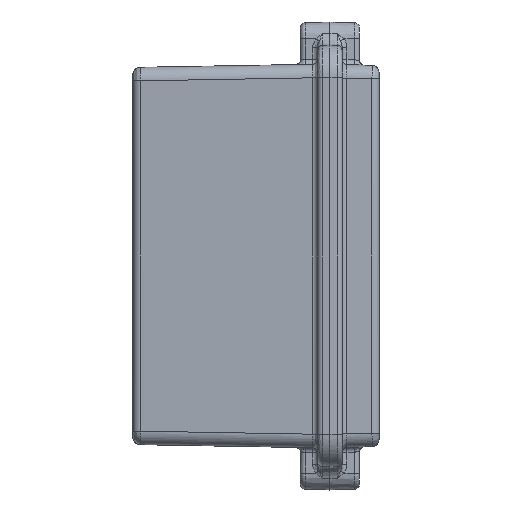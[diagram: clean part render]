
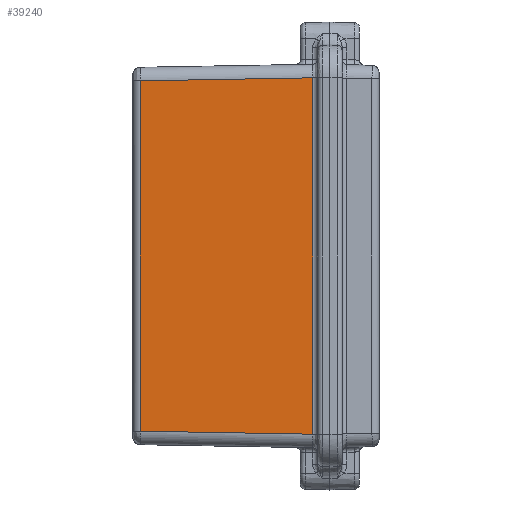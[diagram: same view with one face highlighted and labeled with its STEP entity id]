
A CAD part, left-side view. The second image highlights one B-rep face of the part: STEP entity #39240.
In plain terms, the highlighted planar face has unit normal (-1, 0.018, 0).
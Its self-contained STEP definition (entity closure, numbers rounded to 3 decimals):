
#20472 = CARTESIAN_POINT ( 'NONE',  ( -128.378, 21.965, 72.379 ) ) ;
#20492 = CARTESIAN_POINT ( 'NONE',  ( -128.378, 21.965, -72.379 ) ) ;
#20802 = DIRECTION ( 'NONE',  ( 0., 0., 1. ) ) ;
#20813 = VECTOR ( 'NONE', #20802, 1000. ) ;
#20814 = CARTESIAN_POINT ( 'NONE',  ( -128.378, 21.965, -82.784 ) ) ;
#20815 = LINE ( 'NONE', #20814, #20813 ) ;
#22156 = CARTESIAN_POINT ( 'NONE',  ( -127.155, 92.052, -71.156 ) ) ;
#22157 = DIRECTION ( 'NONE',  ( -0.017, -1., -0.017 ) ) ;
#22158 = VECTOR ( 'NONE', #22157, 1000. ) ;
#22159 = CARTESIAN_POINT ( 'NONE',  ( -127.155, 92.052, -71.156 ) ) ;
#22160 = LINE ( 'NONE', #22159, #22158 ) ;
#22190 = CARTESIAN_POINT ( 'NONE',  ( -128.5, 15., -82.784 ) ) ;
#22191 = PLANE ( 'NONE',  #22232 ) ;
#22209 = FACE_OUTER_BOUND ( 'NONE', #39242, .T. ) ;
#22230 = DIRECTION ( 'NONE',  ( -0.017, -1., 0. ) ) ;
#22231 = DIRECTION ( 'NONE',  ( -1., 0.017, 0. ) ) ;
#22232 = AXIS2_PLACEMENT_3D ( 'NONE', #22190, #22231, #22230 ) ;
#22269 = DIRECTION ( 'NONE',  ( -0.017, -1., 0.017 ) ) ;
#22270 = VECTOR ( 'NONE', #22269, 1000. ) ;
#22271 = CARTESIAN_POINT ( 'NONE',  ( -127.096, 95.421, 71.097 ) ) ;
#22274 = LINE ( 'NONE', #22271, #22270 ) ;
#22292 = DIRECTION ( 'NONE',  ( 0., 0., 1. ) ) ;
#22293 = VECTOR ( 'NONE', #22292, 1000. ) ;
#22294 = CARTESIAN_POINT ( 'NONE',  ( -127.155, 92.052, -73.19 ) ) ;
#22295 = LINE ( 'NONE', #22294, #22293 ) ;
#22319 = CARTESIAN_POINT ( 'NONE',  ( -127.155, 92.052, 71.156 ) ) ;
#38822 = VERTEX_POINT ( 'NONE', #20492 ) ;
#38831 = VERTEX_POINT ( 'NONE', #20472 ) ;
#38886 = EDGE_CURVE ( 'NONE', #38822, #38831, #20815, .T. ) ;
#39165 = ORIENTED_EDGE ( 'NONE', *, *, #38886, .T. ) ;
#39233 = EDGE_CURVE ( 'NONE', #39235, #38822, #22160, .T. ) ;
#39235 = VERTEX_POINT ( 'NONE', #22156 ) ;
#39240 = ADVANCED_FACE ( 'NONE', ( #22209 ), #22191, .T. ) ;
#39242 = EDGE_LOOP ( 'NONE', ( #39244, #39165, #39274, #39280 ) ) ;
#39244 = ORIENTED_EDGE ( 'NONE', *, *, #39233, .T. ) ;
#39274 = ORIENTED_EDGE ( 'NONE', *, *, #39276, .F. ) ;
#39276 = EDGE_CURVE ( 'NONE', #39278, #38831, #22274, .T. ) ;
#39278 = VERTEX_POINT ( 'NONE', #22319 ) ;
#39280 = ORIENTED_EDGE ( 'NONE', *, *, #39282, .F. ) ;
#39282 = EDGE_CURVE ( 'NONE', #39235, #39278, #22295, .T. ) ;
